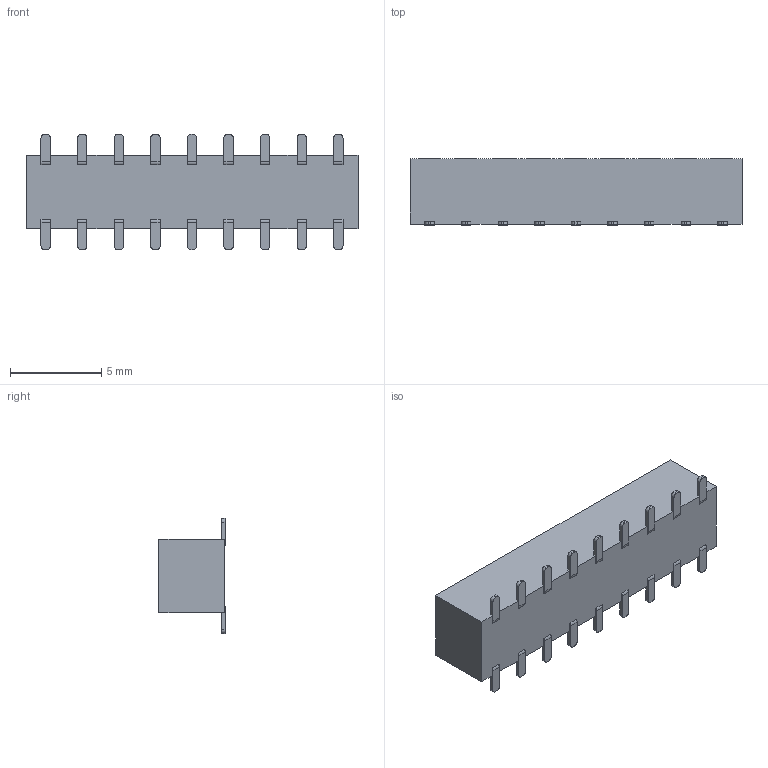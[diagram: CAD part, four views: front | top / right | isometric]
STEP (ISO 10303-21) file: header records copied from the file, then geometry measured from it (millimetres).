
FILE_DESCRIPTION( ('This file contains a STEP AP42 implementation' ,'as created by ZW3D STEP Interface translator.') ,'2;1' );
FILE_NAME( '2235-2XXMXXCUNX1.stp' ,'23 414.113853', (''), ('ZWCAD Software Co.'), 'Version 1.0', 'ZW3D to STEP translator', '' );
FILE_SCHEMA(('AUTOMOTIVE_DESIGN { 1 0 10303 214 1 1 1 1 }'));
Length unit declared in the file: millimetre
Products named in the file (2): 0; 2235-220mxxcunx1
Bounding box: 18.15 x 3.61 x 6.3 mm (x, y, z)
Volume: 211.5 mm3; surface area: 911.5 mm2
Topology: 1 solids, 1 shells, 2094 faces, 6384 edges, 4220 vertices
Faces by surface type: plane 1428, cylinder 666
Entity records: 74690 total; most frequent: CARTESIAN_POINT 15435, ORIENTED_EDGE 12768, DIRECTION 10790, EDGE_CURVE 6384, VECTOR 5016, LINE 5016, VERTEX_POINT 4220, AXIS2_PLACEMENT_3D 2887
